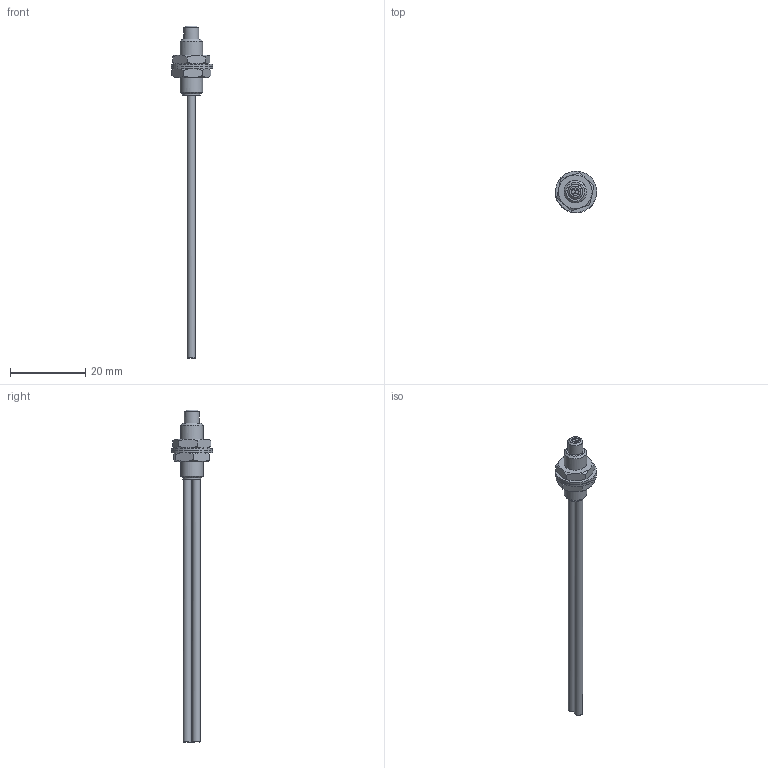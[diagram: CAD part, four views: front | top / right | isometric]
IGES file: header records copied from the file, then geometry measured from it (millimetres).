
Global section: file name: GPF-D030; native system: Autodesk Inventor 2018; preprocessor: unknown; author: Y.U.HONG; date: 20181214.165107; units: millimetre
Bounding box: 11.03 x 11.1 x 88.5 mm (x, y, z)
Volume: 1268.5 mm3; surface area: 2061.3 mm2
Topology: 5 solids, 5 shells, 54 faces, 102 edges, 63 vertices
Faces by surface type: bspline 54
